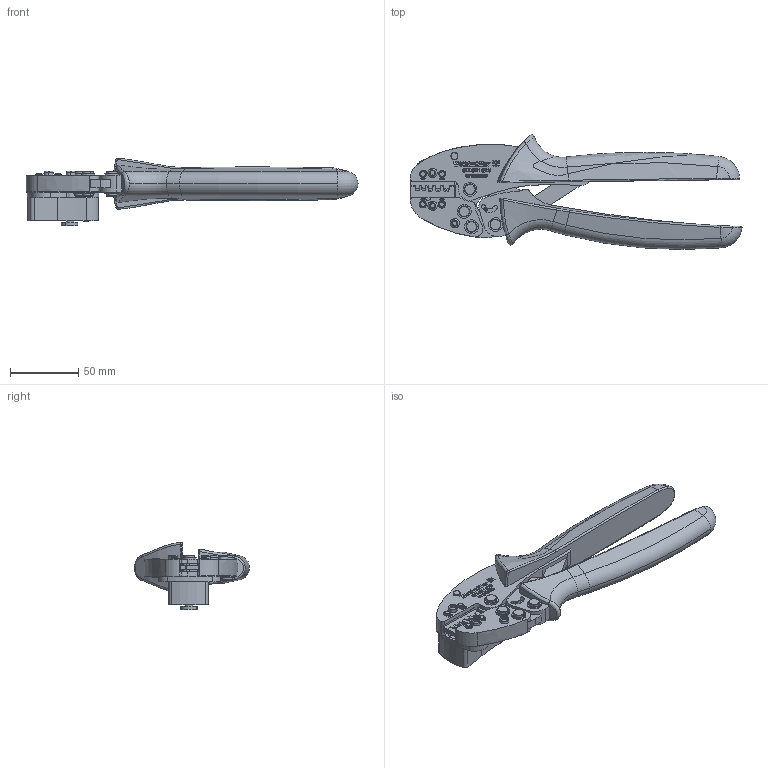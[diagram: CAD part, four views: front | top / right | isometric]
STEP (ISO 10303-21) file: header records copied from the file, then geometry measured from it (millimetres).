
FILE_DESCRIPTION(('CATIA V5 STEP Exchange','CAx-IF Rec.Pracs.--- Model Styling and Organization---1.5--- 2016-08-15','CAx-IF Rec.Pracs.---Supplemental Geometry---1.0---2011-11-01','CAx-IF Rec.Pracs.--- Composite Materials ---1.1---2010-07-15'),'2;1');
FILE_NAME ('033483-1_0', '2025-03-04T10:14:14+00:00', ('none'), ('Weidmueller'), 'CATIA Version 5-6 Release 2022 SP4 HF5', 'CATIA V5 STEP AP214 v3', 'none');
FILE_SCHEMA(('AUTOMOTIVE_DESIGN { 1 0 10303 214 1 1 1 1 }'));
Length unit declared in the file: millimetre
Products named in the file (1): 9018490000_CTX_CM_1-6_2-5
Bounding box: 243.62 x 84.46 x 49.43 mm (x, y, z)
Volume: 208762.1 mm3; surface area: 49724.4 mm2
Topology: 1 solids, 10 shells, 1664 faces, 4503 edges, 2971 vertices
Faces by surface type: plane 696, extrusion 455, cylinder 320, bspline 86, cone 58, torus 38, sphere 9, revolution 2
Entity records: 64296 total; most frequent: CARTESIAN_POINT 25265, ORIENTED_EDGE 8994, DIRECTION 5047, EDGE_CURVE 4497, VERTEX_POINT 2971, VECTOR 2859, LINE 2404, EDGE_LOOP 1788
